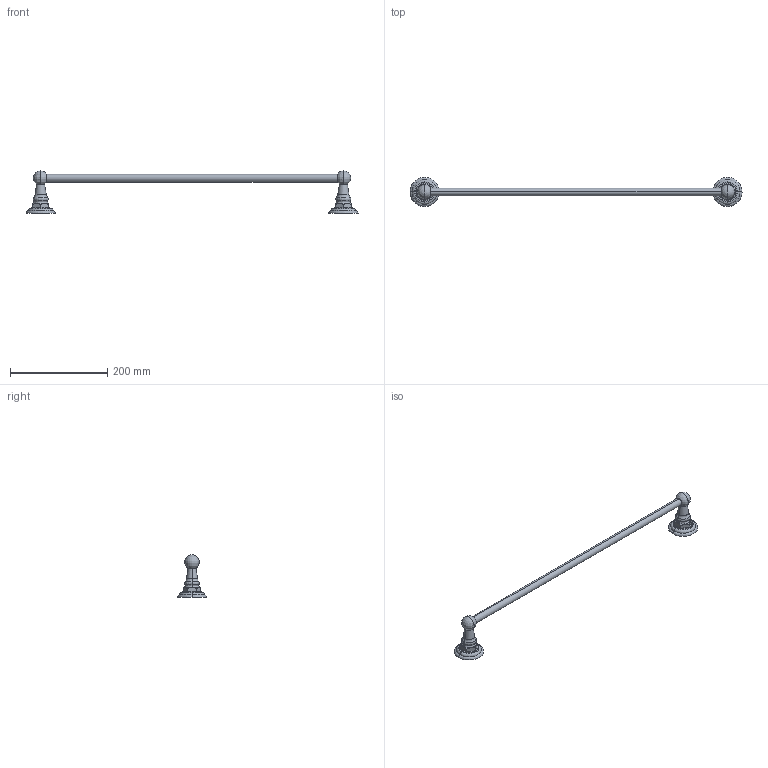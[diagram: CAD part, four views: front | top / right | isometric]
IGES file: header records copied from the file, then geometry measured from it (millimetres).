
Start section:  PTC IGES file: 13-02_sw0001.igs
Global section: file name: 13-02_sw0001.igs; native system: Pro/ENGINEER by Parametric Technology Corporation; preprocessor: 2009300; author: rathishkumar; organization: Unknown; date: 20100611.142424; units: inch
Bounding box: 681.34 x 59.94 x 86.77 mm (x, y, z)
Surface area: 62035.8 mm2 (no closed solid volume)
Topology: 0 solids, 0 shells, 64 faces, 296 edges, 292 vertices
Faces by surface type: revolution 38, bspline 26
